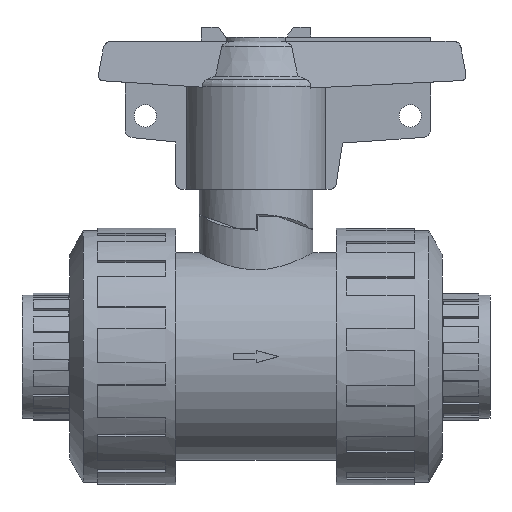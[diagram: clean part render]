
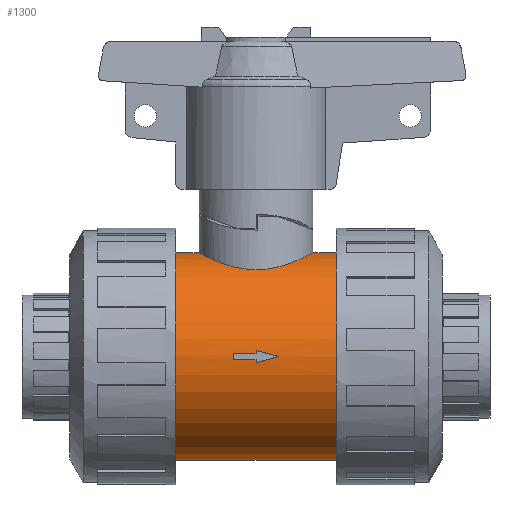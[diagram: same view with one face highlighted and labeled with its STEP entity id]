
A CAD part, front view. The second image highlights one B-rep face of the part: STEP entity #1300.
In plain terms, the highlighted cylindrical face has radius 25.515 mm (diameter 51.03 mm), a partial arc.
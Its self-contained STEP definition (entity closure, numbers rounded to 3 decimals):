
#1300=ADVANCED_FACE('',(#2626,#2627),#2628,.T.);
#2626=FACE_OUTER_BOUND('',#3959,.T.);
#2627=FACE_BOUND('',#3960,.T.);
#2628=CYLINDRICAL_SURFACE('',#3961,25.515);
#3959=EDGE_LOOP('',(#8058,#8059,#8060,#8061,#8062,#8063,#8064));
#3960=EDGE_LOOP('',(#8065,#8066,#8067,#8068,#8069,#8070,#8071));
#3961=AXIS2_PLACEMENT_3D('',#8072,#8073,#8074);
#8058=ORIENTED_EDGE('',*,*,#8207,.T.);
#8059=ORIENTED_EDGE('',*,*,#9811,.T.);
#8060=ORIENTED_EDGE('',*,*,#8210,.T.);
#8061=ORIENTED_EDGE('',*,*,#9812,.T.);
#8062=ORIENTED_EDGE('',*,*,#9813,.T.);
#8063=ORIENTED_EDGE('',*,*,#8209,.T.);
#8064=ORIENTED_EDGE('',*,*,#9814,.T.);
#8065=ORIENTED_EDGE('',*,*,#9795,.T.);
#8066=ORIENTED_EDGE('',*,*,#9784,.T.);
#8067=ORIENTED_EDGE('',*,*,#9773,.T.);
#8068=ORIENTED_EDGE('',*,*,#9760,.T.);
#8069=ORIENTED_EDGE('',*,*,#9765,.T.);
#8070=ORIENTED_EDGE('',*,*,#9777,.T.);
#8071=ORIENTED_EDGE('',*,*,#9788,.T.);
#8072=CARTESIAN_POINT('',(0.0,0.0,0.0));
#8073=DIRECTION('',(1.0,0.0,0.0));
#8074=DIRECTION('',(0.0,0.0,-1.0));
#8207=EDGE_CURVE('',#9888,#9889,#9890,.T.);
#8209=EDGE_CURVE('',#9856,#9891,#9893,.T.);
#8210=EDGE_CURVE('',#9894,#9853,#9895,.T.);
#9760=EDGE_CURVE('',#12200,#12201,#12202,.T.);
#9765=EDGE_CURVE('',#12201,#12209,#12210,.T.);
#9773=EDGE_CURVE('',#12221,#12200,#12222,.T.);
#9777=EDGE_CURVE('',#12209,#12227,#12228,.T.);
#9784=EDGE_CURVE('',#12237,#12221,#12238,.T.);
#9788=EDGE_CURVE('',#12227,#12243,#12244,.T.);
#9795=EDGE_CURVE('',#12243,#12237,#12253,.T.);
#9811=EDGE_CURVE('',#9889,#9894,#12272,.T.);
#9812=EDGE_CURVE('',#9853,#12273,#12274,.T.);
#9813=EDGE_CURVE('',#12273,#9856,#12275,.T.);
#9814=EDGE_CURVE('',#9891,#9888,#12276,.T.);
#9853=VERTEX_POINT('',#12320);
#9856=VERTEX_POINT('',#12324);
#9888=VERTEX_POINT('',#12398);
#9889=VERTEX_POINT('',#12399);
#9890=LINE('',#12400,#12401);
#9891=VERTEX_POINT('',#12402);
#9893=LINE('',#12404,#12405);
#9894=VERTEX_POINT('',#12406);
#9895=LINE('',#12407,#12408);
#12200=VERTEX_POINT('',#15952);
#12201=VERTEX_POINT('',#15953);
#12202=LINE('',#15954,#15955);
#12209=VERTEX_POINT('',#15965);
#12210=CIRCLE('',#15966,25.515);
#12221=VERTEX_POINT('',#15982);
#12222=CIRCLE('',#15983,25.515);
#12227=VERTEX_POINT('',#15990);
#12228=ELLIPSE('',#15991,100.206,25.515);
#12237=VERTEX_POINT('',#16004);
#12238=LINE('',#16005,#16006);
#12243=VERTEX_POINT('',#16013);
#12244=ELLIPSE('',#16014,100.206,25.515);
#12253=CIRCLE('',#16027,25.515);
#12272=CIRCLE('',#16054,25.515);
#12273=VERTEX_POINT('',#16055);
#12274=B_SPLINE_CURVE_WITH_KNOTS('',3,(#16056,#16057,#16058,#16059,#16060,#16061,#16062,#16063,#16064,#16065,#16066,#16067,#16068,#16069,#16070,#16071,#16072,#16073,#16074,#16075),.UNSPECIFIED.,.F.,.F.,(4,2,2,2,2,2,2,2,2,4),(64.844,67.54,70.236,72.932,75.629,78.336,81.044,83.751,85.105,86.459),.UNSPECIFIED.);
#12275=B_SPLINE_CURVE_WITH_KNOTS('',3,(#16076,#16077,#16078,#16079,#16080,#16081,#16082,#16083,#16084,#16085,#16086,#16087,#16088,#16089,#16090,#16091,#16092,#16093,#16094,#16095),.UNSPECIFIED.,.F.,.F.,(4,2,2,2,2,2,2,2,2,4),(0.0,1.354,2.707,5.415,8.122,10.83,13.526,16.222,18.918,21.615),.UNSPECIFIED.);
#12276=CIRCLE('',#16096,25.515);
#12320=CARTESIAN_POINT('',(13.99,0.,25.515));
#12324=CARTESIAN_POINT('',(-13.99,0.,25.515));
#12398=CARTESIAN_POINT('',(-19.706,0.,-25.515));
#12399=CARTESIAN_POINT('',(19.706,0.,-25.515));
#12400=CARTESIAN_POINT('',(0.0,0.,-25.515));
#12401=VECTOR('',#16172,1.0);
#12402=CARTESIAN_POINT('',(-19.706,0.,25.515));
#12404=CARTESIAN_POINT('',(0.0,0.,25.515));
#12405=VECTOR('',#16176,1.0);
#12406=CARTESIAN_POINT('',(19.706,0.,25.515));
#12407=CARTESIAN_POINT('',(0.0,0.,25.515));
#12408=VECTOR('',#16177,1.0);
#15952=CARTESIAN_POINT('',(-5.645,-25.504,0.743));
#15953=CARTESIAN_POINT('',(0.0,-25.504,0.743));
#15954=CARTESIAN_POINT('',(-2.823,-25.504,0.743));
#15955=VECTOR('',#18075,1.0);
#15965=CARTESIAN_POINT('',(0.0,-25.472,1.486));
#15966=AXIS2_PLACEMENT_3D('',#18079,#18080,#18081);
#15982=CARTESIAN_POINT('',(-5.645,-25.504,-0.743));
#15983=AXIS2_PLACEMENT_3D('',#18087,#18088,#18089);
#15990=CARTESIAN_POINT('',(5.645,-25.515,0.0));
#15991=AXIS2_PLACEMENT_3D('',#18092,#18093,#18094);
#16004=CARTESIAN_POINT('',(0.0,-25.504,-0.743));
#16005=CARTESIAN_POINT('',(-2.823,-25.504,-0.743));
#16006=VECTOR('',#18099,1.0);
#16013=CARTESIAN_POINT('',(0.0,-25.472,-1.486));
#16014=AXIS2_PLACEMENT_3D('',#18102,#18103,#18104);
#16027=AXIS2_PLACEMENT_3D('',#18109,#18110,#18111);
#16054=AXIS2_PLACEMENT_3D('',#18120,#18121,#18122);
#16055=CARTESIAN_POINT('',(0.0,-13.99,21.338));
#16056=CARTESIAN_POINT('',(13.99,0.,25.515));
#16057=CARTESIAN_POINT('',(13.99,-0.899,25.515));
#16058=CARTESIAN_POINT('',(13.902,-1.822,25.466));
#16059=CARTESIAN_POINT('',(13.538,-3.647,25.27));
#16060=CARTESIAN_POINT('',(13.263,-4.549,25.122));
#16061=CARTESIAN_POINT('',(12.542,-6.267,24.749));
#16062=CARTESIAN_POINT('',(12.097,-7.086,24.524));
#16063=CARTESIAN_POINT('',(11.077,-8.594,24.037));
#16064=CARTESIAN_POINT('',(10.502,-9.283,23.775));
#16065=CARTESIAN_POINT('',(9.281,-10.504,23.262));
#16066=CARTESIAN_POINT('',(8.59,-11.08,22.991));
#16067=CARTESIAN_POINT('',(7.082,-12.099,22.471));
#16068=CARTESIAN_POINT('',(6.266,-12.543,22.223));
#16069=CARTESIAN_POINT('',(4.551,-13.262,21.802));
#16070=CARTESIAN_POINT('',(3.651,-13.537,21.629));
#16071=CARTESIAN_POINT('',(2.283,-13.81,21.455));
#16072=CARTESIAN_POINT('',(1.824,-13.878,21.411));
#16073=CARTESIAN_POINT('',(0.908,-13.968,21.352));
#16074=CARTESIAN_POINT('',(0.451,-13.99,21.338));
#16075=CARTESIAN_POINT('',(0.0,-13.99,21.338));
#16076=CARTESIAN_POINT('',(0.0,-13.99,21.338));
#16077=CARTESIAN_POINT('',(-0.451,-13.99,21.338));
#16078=CARTESIAN_POINT('',(-0.908,-13.968,21.352));
#16079=CARTESIAN_POINT('',(-1.824,-13.878,21.411));
#16080=CARTESIAN_POINT('',(-2.283,-13.81,21.455));
#16081=CARTESIAN_POINT('',(-3.651,-13.537,21.629));
#16082=CARTESIAN_POINT('',(-4.551,-13.262,21.802));
#16083=CARTESIAN_POINT('',(-6.266,-12.543,22.223));
#16084=CARTESIAN_POINT('',(-7.082,-12.099,22.471));
#16085=CARTESIAN_POINT('',(-8.59,-11.08,22.991));
#16086=CARTESIAN_POINT('',(-9.281,-10.504,23.262));
#16087=CARTESIAN_POINT('',(-10.502,-9.283,23.775));
#16088=CARTESIAN_POINT('',(-11.077,-8.594,24.037));
#16089=CARTESIAN_POINT('',(-12.097,-7.086,24.524));
#16090=CARTESIAN_POINT('',(-12.542,-6.267,24.749));
#16091=CARTESIAN_POINT('',(-13.263,-4.549,25.122));
#16092=CARTESIAN_POINT('',(-13.538,-3.647,25.27));
#16093=CARTESIAN_POINT('',(-13.902,-1.822,25.466));
#16094=CARTESIAN_POINT('',(-13.99,-0.899,25.515));
#16095=CARTESIAN_POINT('',(-13.99,0.,25.515));
#16096=AXIS2_PLACEMENT_3D('',#18123,#18124,#18125);
#16172=DIRECTION('',(1.0,0.0,0.0));
#16176=DIRECTION('',(-1.0,-0.0,-0.0));
#16177=DIRECTION('',(-1.0,-0.0,-0.0));
#18075=DIRECTION('',(1.0,0.0,0.0));
#18079=CARTESIAN_POINT('',(0.0,0.0,0.0));
#18080=DIRECTION('',(-1.0,0.0,0.0));
#18081=DIRECTION('',(0.0,0.0,-1.0));
#18087=CARTESIAN_POINT('',(-5.645,0.0,0.0));
#18088=DIRECTION('',(-1.0,0.0,0.0));
#18089=DIRECTION('',(0.0,0.0,-1.0));
#18092=CARTESIAN_POINT('',(5.645,0.0,0.0));
#18093=DIRECTION('',(0.255,-0.0,0.967));
#18094=DIRECTION('',(0.967,0.0,-0.255));
#18099=DIRECTION('',(-1.0,-0.0,-0.0));
#18102=CARTESIAN_POINT('',(5.645,0.0,0.0));
#18103=DIRECTION('',(0.255,0.0,-0.967));
#18104=DIRECTION('',(-0.967,0.0,-0.255));
#18109=CARTESIAN_POINT('',(0.0,0.0,0.0));
#18110=DIRECTION('',(-1.0,0.0,0.0));
#18111=DIRECTION('',(0.0,0.0,-1.0));
#18120=CARTESIAN_POINT('',(19.706,0.0,0.0));
#18121=DIRECTION('',(-1.0,0.0,0.0));
#18122=DIRECTION('',(0.0,0.0,-1.0));
#18123=CARTESIAN_POINT('',(-19.706,0.0,0.0));
#18124=DIRECTION('',(1.0,0.0,0.0));
#18125=DIRECTION('',(0.0,0.0,-1.0));
